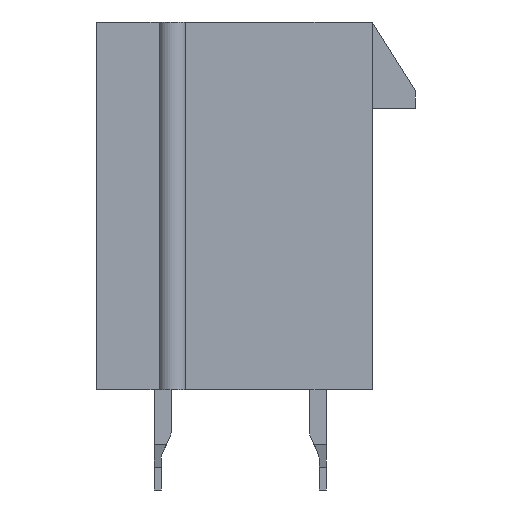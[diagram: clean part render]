
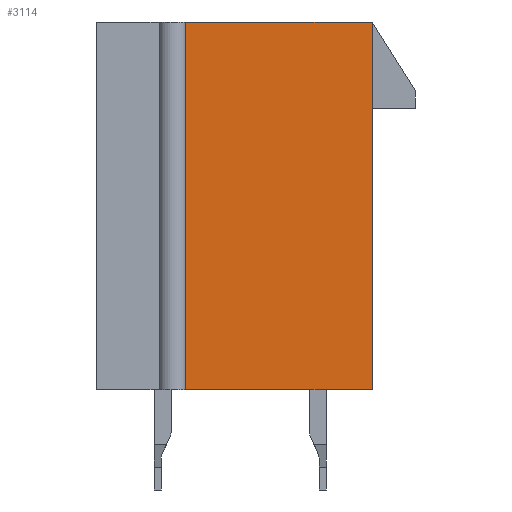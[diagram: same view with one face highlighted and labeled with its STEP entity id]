
A CAD part, left-side view. The second image highlights one B-rep face of the part: STEP entity #3114.
In plain terms, the highlighted planar face has unit normal (-1, 0, 0).
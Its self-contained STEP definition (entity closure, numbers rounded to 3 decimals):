
#125=ORIENTED_EDGE('',*,*,#1061,.T.);
#126=ORIENTED_EDGE('',*,*,#1062,.F.);
#127=ORIENTED_EDGE('',*,*,#1063,.T.);
#128=ORIENTED_EDGE('',*,*,#1064,.T.);
#1061=EDGE_CURVE('',#1529,#1530,#1833,.T.);
#1062=EDGE_CURVE('',#1531,#1530,#1834,.T.);
#1063=EDGE_CURVE('',#1531,#1532,#1835,.T.);
#1064=EDGE_CURVE('',#1532,#1529,#1836,.T.);
#1529=VERTEX_POINT('',#4391);
#1530=VERTEX_POINT('',#4392);
#1531=VERTEX_POINT('',#4394);
#1532=VERTEX_POINT('',#4396);
#1833=LINE('',#4390,#2243);
#1834=LINE('',#4393,#2244);
#1835=LINE('',#4395,#2245);
#1836=LINE('',#4397,#2246);
#2243=VECTOR('',#3533,1000.);
#2244=VECTOR('',#3534,1000.);
#2245=VECTOR('',#3535,1000.);
#2246=VECTOR('',#3536,1000.);
#2650=EDGE_LOOP('',(#125,#126,#127,#128));
#2816=FACE_BOUND('',#2650,.T.);
#2982=PLANE('',#3302);
#3114=ADVANCED_FACE('',(#2816),#2982,.T.);
#3302=AXIS2_PLACEMENT_3D('',#4389,#3531,#3532);
#3531=DIRECTION('',(-1.,0.,0.));
#3532=DIRECTION('',(0.,0.,1.));
#3533=DIRECTION('',(0.,1.,0.));
#3534=DIRECTION('',(0.,0.,1.));
#3535=DIRECTION('',(0.,-1.,0.));
#3536=DIRECTION('',(0.,0.,1.));
#4389=CARTESIAN_POINT('',(-2.75,0.,0.));
#4390=CARTESIAN_POINT('',(-2.75,-4.8,6.4));
#4391=CARTESIAN_POINT('',(-2.75,-4.8,6.4));
#4392=CARTESIAN_POINT('',(-2.75,1.71,6.4));
#4393=CARTESIAN_POINT('',(-2.75,1.71,-6.4));
#4394=CARTESIAN_POINT('',(-2.75,1.71,-6.4));
#4395=CARTESIAN_POINT('',(-2.75,4.8,-6.4));
#4396=CARTESIAN_POINT('',(-2.75,-4.8,-6.4));
#4397=CARTESIAN_POINT('',(-2.75,-4.8,-6.4));
